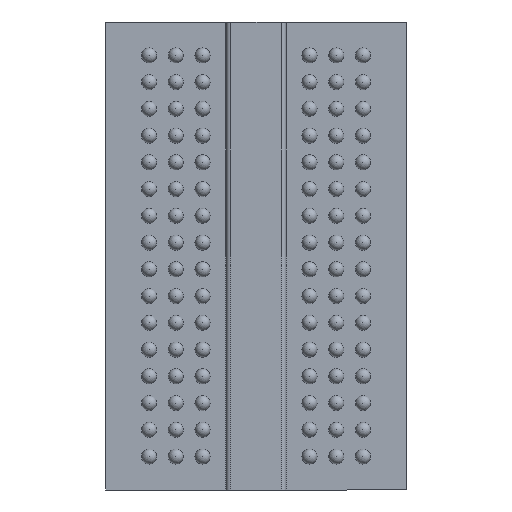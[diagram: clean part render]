
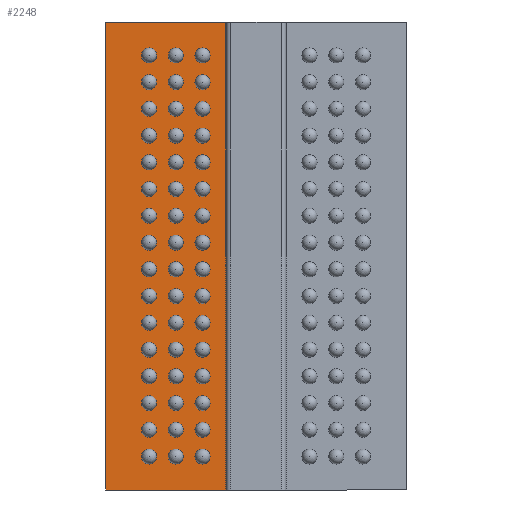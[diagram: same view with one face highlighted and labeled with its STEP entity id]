
A CAD part, front view. The second image highlights one B-rep face of the part: STEP entity #2248.
In plain terms, the highlighted planar face has unit normal (0, -1, 0).
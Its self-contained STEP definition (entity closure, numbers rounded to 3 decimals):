
#192 = CARTESIAN_POINT ( 'NONE',  ( -4.5, 0.25, -7. ) ) ;
#387 = VECTOR ( 'NONE', #743, 1000. ) ;
#530 = DIRECTION ( 'NONE',  ( 1., 0., 0. ) ) ;
#743 = DIRECTION ( 'NONE',  ( 1., 0., 0. ) ) ;
#782 = ORIENTED_EDGE ( 'NONE', *, *, #8498, .T. ) ;
#835 = LINE ( 'NONE', #5460, #3107 ) ;
#1188 = CARTESIAN_POINT ( 'NONE',  ( -4.5, 0.25, 7. ) ) ;
#1225 = VERTEX_POINT ( 'NONE', #1188 ) ;
#1257 = DIRECTION ( 'NONE',  ( 0., -1., 0. ) ) ;
#1683 = AXIS2_PLACEMENT_3D ( 'NONE', #5781, #1257, #530 ) ;
#1690 = LINE ( 'NONE', #6866, #7652 ) ;
#2095 = EDGE_CURVE ( 'NONE', #1225, #7869, #835, .T. ) ;
#2248 = ADVANCED_FACE ( 'NONE', ( #7078 ), #4509, .T. ) ;
#2401 = EDGE_LOOP ( 'NONE', ( #6365, #782, #5115, #7782 ) ) ;
#2520 = VECTOR ( 'NONE', #7175, 1000. ) ;
#2945 = CARTESIAN_POINT ( 'NONE',  ( -0.9, 0.25, 7. ) ) ;
#3107 = VECTOR ( 'NONE', #6048, 1000. ) ;
#3245 = CARTESIAN_POINT ( 'NONE',  ( -0.9, 0.25, -8.807 ) ) ;
#4052 = LINE ( 'NONE', #3245, #2520 ) ;
#4509 = PLANE ( 'NONE',  #1683 ) ;
#4684 = VERTEX_POINT ( 'NONE', #2945 ) ;
#5115 = ORIENTED_EDGE ( 'NONE', *, *, #8214, .T. ) ;
#5310 = VERTEX_POINT ( 'NONE', #5444 ) ;
#5444 = CARTESIAN_POINT ( 'NONE',  ( -0.9, 0.25, -7. ) ) ;
#5460 = CARTESIAN_POINT ( 'NONE',  ( -4.5, 0.25, 7. ) ) ;
#5781 = CARTESIAN_POINT ( 'NONE',  ( 0., 0.25, 0. ) ) ;
#6048 = DIRECTION ( 'NONE',  ( 0., 0., -1. ) ) ;
#6123 = LINE ( 'NONE', #192, #387 ) ;
#6359 = CARTESIAN_POINT ( 'NONE',  ( -4.5, 0.25, -7. ) ) ;
#6365 = ORIENTED_EDGE ( 'NONE', *, *, #7596, .T. ) ;
#6866 = CARTESIAN_POINT ( 'NONE',  ( -4.5, 0.25, 7. ) ) ;
#7078 = FACE_OUTER_BOUND ( 'NONE', #2401, .T. ) ;
#7175 = DIRECTION ( 'NONE',  ( 0., 0., 1. ) ) ;
#7596 = EDGE_CURVE ( 'NONE', #7869, #5310, #6123, .T. ) ;
#7624 = DIRECTION ( 'NONE',  ( -1., 0., 0. ) ) ;
#7652 = VECTOR ( 'NONE', #7624, 1000. ) ;
#7782 = ORIENTED_EDGE ( 'NONE', *, *, #2095, .T. ) ;
#7869 = VERTEX_POINT ( 'NONE', #6359 ) ;
#8214 = EDGE_CURVE ( 'NONE', #4684, #1225, #1690, .T. ) ;
#8498 = EDGE_CURVE ( 'NONE', #5310, #4684, #4052, .T. ) ;
